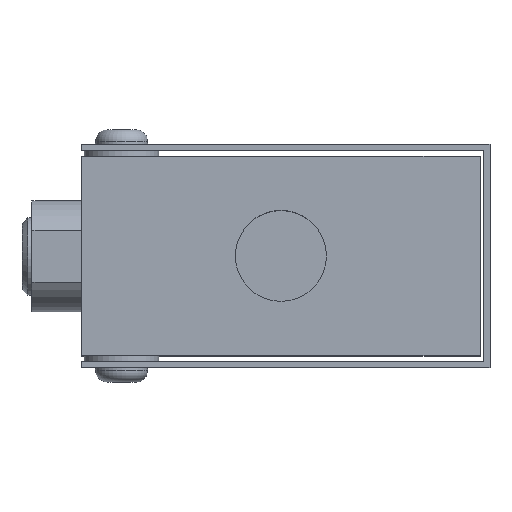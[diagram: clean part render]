
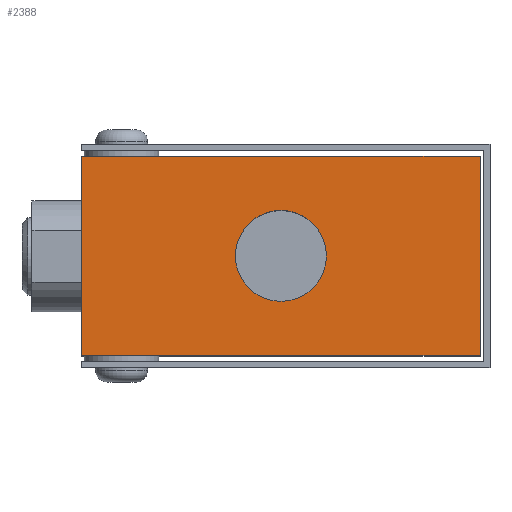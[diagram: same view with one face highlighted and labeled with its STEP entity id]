
A CAD part, top view. The second image highlights one B-rep face of the part: STEP entity #2388.
In plain terms, the highlighted planar face has unit normal (0, 0, 1).
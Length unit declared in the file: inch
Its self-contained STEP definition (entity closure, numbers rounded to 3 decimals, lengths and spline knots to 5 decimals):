
#211=CARTESIAN_POINT('',(-0.2285,0.,1.5));
#212=VERTEX_POINT('',#211);
#213=CARTESIAN_POINT('',(0.,0.,1.5));
#214=DIRECTION('',(0.0,0.0,-1.0));
#215=DIRECTION('',(1.0,0.0,0.0));
#216=AXIS2_PLACEMENT_3D('',#213,#214,#215);
#217=CIRCLE('',#216,0.2285);
#218=EDGE_CURVE('',#212,#212,#217,.T.);
#1535=CARTESIAN_POINT('',(-1.,-0.5,1.5));
#1536=VERTEX_POINT('',#1535);
#1553=CARTESIAN_POINT('',(1.0,-0.5,1.5));
#1554=VERTEX_POINT('',#1553);
#1561=CARTESIAN_POINT('',(1.0,-0.5,1.5));
#1562=DIRECTION('',(-1.0,0.0,0.0));
#1563=VECTOR('',#1562,2.);
#1564=LINE('',#1561,#1563);
#1565=EDGE_CURVE('',#1554,#1536,#1564,.T.);
#2343=CARTESIAN_POINT('',(1.0,0.5,1.5));
#2344=VERTEX_POINT('',#2343);
#2351=CARTESIAN_POINT('',(1.0,-0.5,1.5));
#2352=DIRECTION('',(0.0,1.0,0.0));
#2353=VECTOR('',#2352,1.0);
#2354=LINE('',#2351,#2353);
#2355=EDGE_CURVE('',#1554,#2344,#2354,.T.);
#2362=CARTESIAN_POINT('',(1.0,-0.5,1.5));
#2363=DIRECTION('',(0.0,0.0,1.0));
#2364=DIRECTION('',(1.0,0.0,0.0));
#2365=AXIS2_PLACEMENT_3D('',#2362,#2363,#2364);
#2366=PLANE('',#2365);
#2367=CARTESIAN_POINT('',(-1.,0.5,1.5));
#2368=VERTEX_POINT('',#2367);
#2369=CARTESIAN_POINT('',(1.0,0.5,1.5));
#2370=DIRECTION('',(-1.0,0.0,0.0));
#2371=VECTOR('',#2370,2.);
#2372=LINE('',#2369,#2371);
#2373=EDGE_CURVE('',#2344,#2368,#2372,.T.);
#2374=ORIENTED_EDGE('',*,*,#2373,.T.);
#2375=CARTESIAN_POINT('',(-1.,-0.5,1.5));
#2376=DIRECTION('',(0.0,1.0,0.0));
#2377=VECTOR('',#2376,1.0);
#2378=LINE('',#2375,#2377);
#2379=EDGE_CURVE('',#1536,#2368,#2378,.T.);
#2380=ORIENTED_EDGE('',*,*,#2379,.F.);
#2381=ORIENTED_EDGE('',*,*,#1565,.F.);
#2382=ORIENTED_EDGE('',*,*,#2355,.T.);
#2383=EDGE_LOOP('',(#2374,#2380,#2381,#2382));
#2384=FACE_OUTER_BOUND('',#2383,.T.);
#2385=ORIENTED_EDGE('',*,*,#218,.T.);
#2386=EDGE_LOOP('',(#2385));
#2387=FACE_BOUND('',#2386,.T.);
#2388=ADVANCED_FACE('',(#2384,#2387),#2366,.T.);
